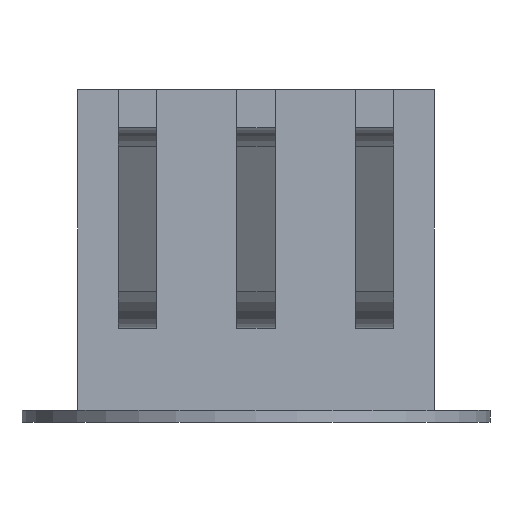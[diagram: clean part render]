
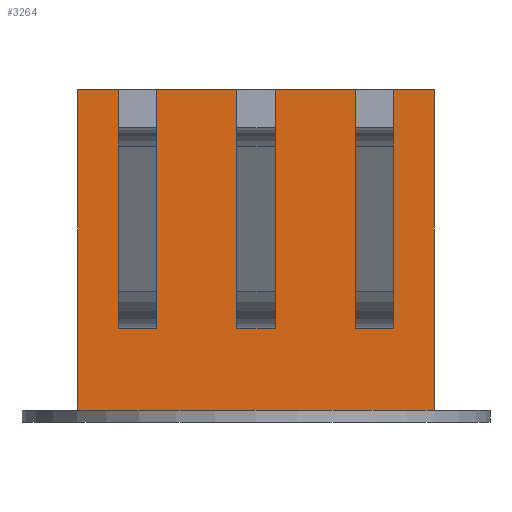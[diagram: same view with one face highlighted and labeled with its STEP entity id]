
A CAD part, front view. The second image highlights one B-rep face of the part: STEP entity #3264.
In plain terms, the highlighted planar face has unit normal (0, -1, 0).
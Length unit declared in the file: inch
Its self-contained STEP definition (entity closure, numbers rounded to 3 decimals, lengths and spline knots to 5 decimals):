
#965=ORIENTED_EDGE('',*,*,#1455,.T.);
#966=ORIENTED_EDGE('',*,*,#1475,.T.);
#967=ORIENTED_EDGE('',*,*,#1462,.T.);
#968=ORIENTED_EDGE('',*,*,#1459,.T.);
#969=ORIENTED_EDGE('',*,*,#1445,.T.);
#970=ORIENTED_EDGE('',*,*,#1473,.T.);
#971=ORIENTED_EDGE('',*,*,#1452,.T.);
#972=ORIENTED_EDGE('',*,*,#1449,.T.);
#973=ORIENTED_EDGE('',*,*,#1435,.T.);
#974=ORIENTED_EDGE('',*,*,#1471,.T.);
#975=ORIENTED_EDGE('',*,*,#1442,.T.);
#976=ORIENTED_EDGE('',*,*,#1439,.T.);
#977=ORIENTED_EDGE('',*,*,#1425,.T.);
#978=ORIENTED_EDGE('',*,*,#1469,.T.);
#979=ORIENTED_EDGE('',*,*,#1432,.T.);
#980=ORIENTED_EDGE('',*,*,#1429,.T.);
#981=ORIENTED_EDGE('',*,*,#1415,.T.);
#982=ORIENTED_EDGE('',*,*,#1467,.T.);
#983=ORIENTED_EDGE('',*,*,#1422,.T.);
#984=ORIENTED_EDGE('',*,*,#1419,.T.);
#985=ORIENTED_EDGE('',*,*,#1405,.T.);
#986=ORIENTED_EDGE('',*,*,#1465,.T.);
#987=ORIENTED_EDGE('',*,*,#1412,.T.);
#988=ORIENTED_EDGE('',*,*,#1409,.T.);
#989=ORIENTED_EDGE('',*,*,#1384,.F.);
#990=ORIENTED_EDGE('',*,*,#1478,.F.);
#991=ORIENTED_EDGE('',*,*,#1404,.F.);
#992=ORIENTED_EDGE('',*,*,#1380,.F.);
#1380=EDGE_CURVE('',#1714,#1712,#2088,.T.);
#1384=EDGE_CURVE('',#1718,#1714,#2092,.T.);
#1404=EDGE_CURVE('',#1712,#1728,#2112,.T.);
#1405=EDGE_CURVE('',#1735,#1736,#2113,.T.);
#1409=EDGE_CURVE('',#1739,#1735,#2117,.T.);
#1412=EDGE_CURVE('',#1741,#1739,#2120,.T.);
#1415=EDGE_CURVE('',#1743,#1744,#2123,.T.);
#1419=EDGE_CURVE('',#1747,#1743,#2127,.T.);
#1422=EDGE_CURVE('',#1749,#1747,#2130,.T.);
#1425=EDGE_CURVE('',#1751,#1752,#2133,.T.);
#1429=EDGE_CURVE('',#1755,#1751,#2137,.T.);
#1432=EDGE_CURVE('',#1757,#1755,#2140,.T.);
#1435=EDGE_CURVE('',#1759,#1760,#2143,.T.);
#1439=EDGE_CURVE('',#1763,#1759,#2147,.T.);
#1442=EDGE_CURVE('',#1765,#1763,#2150,.T.);
#1445=EDGE_CURVE('',#1767,#1768,#2153,.T.);
#1449=EDGE_CURVE('',#1771,#1767,#2157,.T.);
#1452=EDGE_CURVE('',#1773,#1771,#2160,.T.);
#1455=EDGE_CURVE('',#1775,#1776,#2163,.T.);
#1459=EDGE_CURVE('',#1779,#1775,#2167,.T.);
#1462=EDGE_CURVE('',#1781,#1779,#2170,.T.);
#1465=EDGE_CURVE('',#1736,#1741,#2173,.T.);
#1467=EDGE_CURVE('',#1744,#1749,#2175,.T.);
#1469=EDGE_CURVE('',#1752,#1757,#2177,.T.);
#1471=EDGE_CURVE('',#1760,#1765,#2179,.T.);
#1473=EDGE_CURVE('',#1768,#1773,#2181,.T.);
#1475=EDGE_CURVE('',#1776,#1781,#2183,.T.);
#1478=EDGE_CURVE('',#1728,#1718,#2186,.T.);
#1712=VERTEX_POINT('',#5354);
#1714=VERTEX_POINT('',#5358);
#1718=VERTEX_POINT('',#5367);
#1728=VERTEX_POINT('',#5391);
#1735=VERTEX_POINT('',#5409);
#1736=VERTEX_POINT('',#5410);
#1739=VERTEX_POINT('',#5418);
#1741=VERTEX_POINT('',#5424);
#1743=VERTEX_POINT('',#5430);
#1744=VERTEX_POINT('',#5431);
#1747=VERTEX_POINT('',#5439);
#1749=VERTEX_POINT('',#5445);
#1751=VERTEX_POINT('',#5451);
#1752=VERTEX_POINT('',#5452);
#1755=VERTEX_POINT('',#5460);
#1757=VERTEX_POINT('',#5466);
#1759=VERTEX_POINT('',#5472);
#1760=VERTEX_POINT('',#5473);
#1763=VERTEX_POINT('',#5481);
#1765=VERTEX_POINT('',#5487);
#1767=VERTEX_POINT('',#5493);
#1768=VERTEX_POINT('',#5494);
#1771=VERTEX_POINT('',#5502);
#1773=VERTEX_POINT('',#5508);
#1775=VERTEX_POINT('',#5514);
#1776=VERTEX_POINT('',#5515);
#1779=VERTEX_POINT('',#5523);
#1781=VERTEX_POINT('',#5529);
#2088=LINE('',#5359,#2496);
#2092=LINE('',#5368,#2500);
#2112=LINE('',#5406,#2520);
#2113=LINE('',#5408,#2521);
#2117=LINE('',#5417,#2525);
#2120=LINE('',#5423,#2528);
#2123=LINE('',#5429,#2531);
#2127=LINE('',#5438,#2535);
#2130=LINE('',#5444,#2538);
#2133=LINE('',#5450,#2541);
#2137=LINE('',#5459,#2545);
#2140=LINE('',#5465,#2548);
#2143=LINE('',#5471,#2551);
#2147=LINE('',#5480,#2555);
#2150=LINE('',#5486,#2558);
#2153=LINE('',#5492,#2561);
#2157=LINE('',#5501,#2565);
#2160=LINE('',#5507,#2568);
#2163=LINE('',#5513,#2571);
#2167=LINE('',#5522,#2575);
#2170=LINE('',#5528,#2578);
#2173=LINE('',#5534,#2581);
#2175=LINE('',#5537,#2583);
#2177=LINE('',#5540,#2585);
#2179=LINE('',#5543,#2587);
#2181=LINE('',#5546,#2589);
#2183=LINE('',#5549,#2591);
#2186=LINE('',#5554,#2594);
#2496=VECTOR('',#4461,39.37008);
#2500=VECTOR('',#4467,39.37008);
#2520=VECTOR('',#4491,39.37008);
#2521=VECTOR('',#4494,39.37008);
#2525=VECTOR('',#4500,39.37008);
#2528=VECTOR('',#4505,39.37008);
#2531=VECTOR('',#4510,39.37008);
#2535=VECTOR('',#4516,39.37008);
#2538=VECTOR('',#4521,39.37008);
#2541=VECTOR('',#4526,39.37008);
#2545=VECTOR('',#4532,39.37008);
#2548=VECTOR('',#4537,39.37008);
#2551=VECTOR('',#4542,39.37008);
#2555=VECTOR('',#4548,39.37008);
#2558=VECTOR('',#4553,39.37008);
#2561=VECTOR('',#4558,39.37008);
#2565=VECTOR('',#4564,39.37008);
#2568=VECTOR('',#4569,39.37008);
#2571=VECTOR('',#4574,39.37008);
#2575=VECTOR('',#4580,39.37008);
#2578=VECTOR('',#4585,39.37008);
#2581=VECTOR('',#4590,39.37008);
#2583=VECTOR('',#4594,39.37008);
#2585=VECTOR('',#4598,39.37008);
#2587=VECTOR('',#4602,39.37008);
#2589=VECTOR('',#4606,39.37008);
#2591=VECTOR('',#4610,39.37008);
#2594=VECTOR('',#4617,39.37008);
#2764=EDGE_LOOP('',(#965,#966,#967,#968));
#2765=EDGE_LOOP('',(#969,#970,#971,#972));
#2766=EDGE_LOOP('',(#973,#974,#975,#976));
#2767=EDGE_LOOP('',(#977,#978,#979,#980));
#2768=EDGE_LOOP('',(#981,#982,#983,#984));
#2769=EDGE_LOOP('',(#985,#986,#987,#988));
#2770=EDGE_LOOP('',(#989,#990,#991,#992));
#2946=FACE_BOUND('',#2764,.T.);
#2947=FACE_BOUND('',#2765,.T.);
#2948=FACE_BOUND('',#2766,.T.);
#2949=FACE_BOUND('',#2767,.T.);
#2950=FACE_BOUND('',#2768,.T.);
#2951=FACE_BOUND('',#2769,.T.);
#2952=FACE_BOUND('',#2770,.T.);
#3098=PLANE('',#3785);
#3264=ADVANCED_FACE('',(#2946,#2947,#2948,#2949,#2950,#2951,#2952),#3098,
 .F.);
#3785=AXIS2_PLACEMENT_3D('',#5553,#4615,#4616);
#4461=DIRECTION('',(1.,0.,0.));
#4467=DIRECTION('',(0.,0.,1.));
#4491=DIRECTION('',(0.,0.,-1.));
#4494=DIRECTION('',(0.,0.,1.));
#4500=DIRECTION('',(-1.,0.,0.));
#4505=DIRECTION('',(0.,0.,-1.));
#4510=DIRECTION('',(0.,0.,1.));
#4516=DIRECTION('',(-1.,0.,0.));
#4521=DIRECTION('',(0.,0.,-1.));
#4526=DIRECTION('',(0.,0.,1.));
#4532=DIRECTION('',(-1.,0.,0.));
#4537=DIRECTION('',(0.,0.,-1.));
#4542=DIRECTION('',(0.,0.,1.));
#4548=DIRECTION('',(-1.,0.,0.));
#4553=DIRECTION('',(0.,0.,-1.));
#4558=DIRECTION('',(0.,0.,1.));
#4564=DIRECTION('',(-1.,0.,0.));
#4569=DIRECTION('',(0.,0.,-1.));
#4574=DIRECTION('',(0.,0.,1.));
#4580=DIRECTION('',(-1.,0.,0.));
#4585=DIRECTION('',(0.,0.,-1.));
#4590=DIRECTION('',(1.,0.,0.));
#4594=DIRECTION('',(1.,0.,0.));
#4598=DIRECTION('',(1.,0.,0.));
#4602=DIRECTION('',(1.,0.,0.));
#4606=DIRECTION('',(1.,0.,0.));
#4610=DIRECTION('',(1.,0.,0.));
#4615=DIRECTION('',(0.,1.,0.));
#4616=DIRECTION('',(0.,0.,1.));
#4617=DIRECTION('',(-1.,0.,0.));
#5354=CARTESIAN_POINT('',(0.075,0.,0.0675));
#5358=CARTESIAN_POINT('',(-0.075,0.,0.0675));
#5359=CARTESIAN_POINT('',(-0.075,0.,0.0675));
#5367=CARTESIAN_POINT('',(-0.075,0.,-0.0675));
#5368=CARTESIAN_POINT('',(-0.075,0.,-0.0675));
#5391=CARTESIAN_POINT('',(0.075,0.,-0.0675));
#5406=CARTESIAN_POINT('',(0.075,0.,0.0675));
#5408=CARTESIAN_POINT('',(0.042,0.,-0.0325));
#5409=CARTESIAN_POINT('',(0.042,0.,-0.0325));
#5410=CARTESIAN_POINT('',(0.042,0.,-0.0165));
#5417=CARTESIAN_POINT('',(0.058,0.,-0.0325));
#5418=CARTESIAN_POINT('',(0.058,0.,-0.0325));
#5423=CARTESIAN_POINT('',(0.058,0.,-0.0165));
#5424=CARTESIAN_POINT('',(0.058,0.,-0.0165));
#5429=CARTESIAN_POINT('',(0.042,0.,0.0175));
#5430=CARTESIAN_POINT('',(0.042,0.,0.0175));
#5431=CARTESIAN_POINT('',(0.042,0.,0.0335));
#5438=CARTESIAN_POINT('',(0.058,0.,0.0175));
#5439=CARTESIAN_POINT('',(0.058,0.,0.0175));
#5444=CARTESIAN_POINT('',(0.058,0.,0.0335));
#5445=CARTESIAN_POINT('',(0.058,0.,0.0335));
#5450=CARTESIAN_POINT('',(-0.008,0.,-0.0325));
#5451=CARTESIAN_POINT('',(-0.008,0.,-0.0325));
#5452=CARTESIAN_POINT('',(-0.008,0.,-0.0165));
#5459=CARTESIAN_POINT('',(0.008,0.,-0.0325));
#5460=CARTESIAN_POINT('',(0.008,0.,-0.0325));
#5465=CARTESIAN_POINT('',(0.008,0.,-0.0165));
#5466=CARTESIAN_POINT('',(0.008,0.,-0.0165));
#5471=CARTESIAN_POINT('',(-0.008,0.,0.0175));
#5472=CARTESIAN_POINT('',(-0.008,0.,0.0175));
#5473=CARTESIAN_POINT('',(-0.008,0.,0.0335));
#5480=CARTESIAN_POINT('',(0.008,0.,0.0175));
#5481=CARTESIAN_POINT('',(0.008,0.,0.0175));
#5486=CARTESIAN_POINT('',(0.008,0.,0.0335));
#5487=CARTESIAN_POINT('',(0.008,0.,0.0335));
#5492=CARTESIAN_POINT('',(-0.058,0.,-0.0325));
#5493=CARTESIAN_POINT('',(-0.058,0.,-0.0325));
#5494=CARTESIAN_POINT('',(-0.058,0.,-0.0165));
#5501=CARTESIAN_POINT('',(-0.042,0.,-0.0325));
#5502=CARTESIAN_POINT('',(-0.042,0.,-0.0325));
#5507=CARTESIAN_POINT('',(-0.042,0.,-0.0165));
#5508=CARTESIAN_POINT('',(-0.042,0.,-0.0165));
#5513=CARTESIAN_POINT('',(-0.058,0.,0.0175));
#5514=CARTESIAN_POINT('',(-0.058,0.,0.0175));
#5515=CARTESIAN_POINT('',(-0.058,0.,0.0335));
#5522=CARTESIAN_POINT('',(-0.042,0.,0.0175));
#5523=CARTESIAN_POINT('',(-0.042,0.,0.0175));
#5528=CARTESIAN_POINT('',(-0.042,0.,0.0335));
#5529=CARTESIAN_POINT('',(-0.042,0.,0.0335));
#5534=CARTESIAN_POINT('',(0.042,0.,-0.0165));
#5537=CARTESIAN_POINT('',(0.042,0.,0.0335));
#5540=CARTESIAN_POINT('',(-0.008,0.,-0.0165));
#5543=CARTESIAN_POINT('',(-0.008,0.,0.0335));
#5546=CARTESIAN_POINT('',(-0.058,0.,-0.0165));
#5549=CARTESIAN_POINT('',(-0.058,0.,0.0335));
#5553=CARTESIAN_POINT('',(0.,0.,0.));
#5554=CARTESIAN_POINT('',(0.075,0.,-0.0675));
